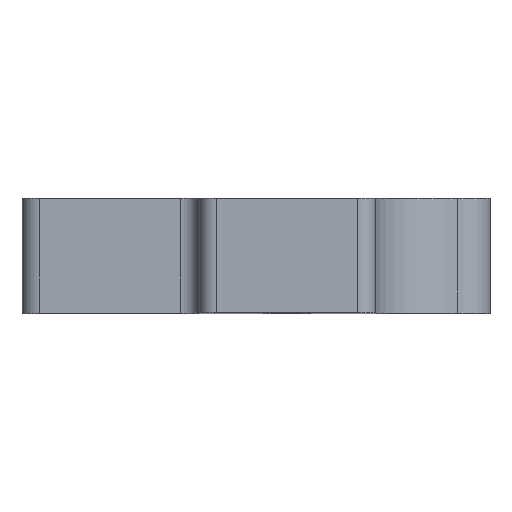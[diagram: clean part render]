
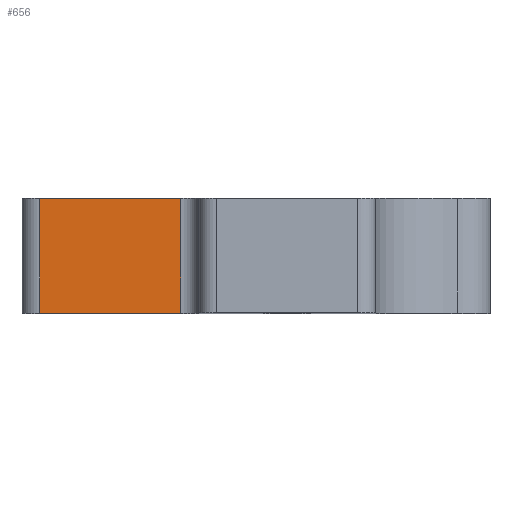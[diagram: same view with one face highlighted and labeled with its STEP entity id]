
A CAD part, top view. The second image highlights one B-rep face of the part: STEP entity #656.
In plain terms, the highlighted planar face has unit normal (0, 0, 1).
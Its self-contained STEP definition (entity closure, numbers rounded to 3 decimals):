
#38=PLANE('',#730);
#65=FACE_OUTER_BOUND('',#102,.T.);
#102=EDGE_LOOP('',(#497,#498,#499,#500));
#153=LINE('',#1070,#206);
#154=LINE('',#1073,#207);
#155=LINE('',#1075,#208);
#156=LINE('',#1076,#209);
#206=VECTOR('',#872,10.);
#207=VECTOR('',#875,10.);
#208=VECTOR('',#876,10.);
#209=VECTOR('',#877,10.);
#308=VERTEX_POINT('',#1066);
#309=VERTEX_POINT('',#1068);
#310=VERTEX_POINT('',#1072);
#311=VERTEX_POINT('',#1074);
#385=EDGE_CURVE('',#308,#309,#153,.T.);
#386=EDGE_CURVE('',#310,#308,#154,.T.);
#387=EDGE_CURVE('',#311,#309,#155,.T.);
#388=EDGE_CURVE('',#310,#311,#156,.T.);
#497=ORIENTED_EDGE('',*,*,#386,.T.);
#498=ORIENTED_EDGE('',*,*,#385,.T.);
#499=ORIENTED_EDGE('',*,*,#387,.F.);
#500=ORIENTED_EDGE('',*,*,#388,.F.);
#656=ADVANCED_FACE('',(#65),#38,.T.);
#730=AXIS2_PLACEMENT_3D('',#1071,#873,#874);
#872=DIRECTION('',(0.,-1.,0.));
#873=DIRECTION('center_axis',(0.,0.,1.));
#874=DIRECTION('ref_axis',(-1.,0.,0.));
#875=DIRECTION('',(-1.,0.,0.));
#876=DIRECTION('',(-1.,0.,0.));
#877=DIRECTION('',(0.,-1.,0.));
#1066=CARTESIAN_POINT('',(42.,19.,-25.));
#1068=CARTESIAN_POINT('',(42.,6.,-25.));
#1070=CARTESIAN_POINT('',(42.,19.,-25.));
#1071=CARTESIAN_POINT('Origin',(58.,19.,-25.));
#1072=CARTESIAN_POINT('',(58.,19.,-25.));
#1073=CARTESIAN_POINT('',(58.,19.,-25.));
#1074=CARTESIAN_POINT('',(58.,6.,-25.));
#1075=CARTESIAN_POINT('',(58.,6.,-25.));
#1076=CARTESIAN_POINT('',(58.,19.,-25.));
